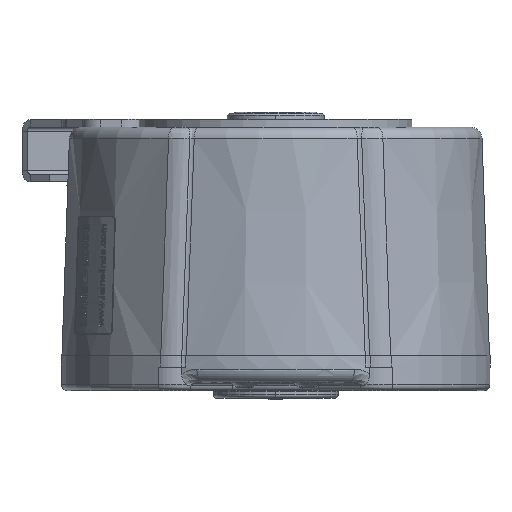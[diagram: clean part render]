
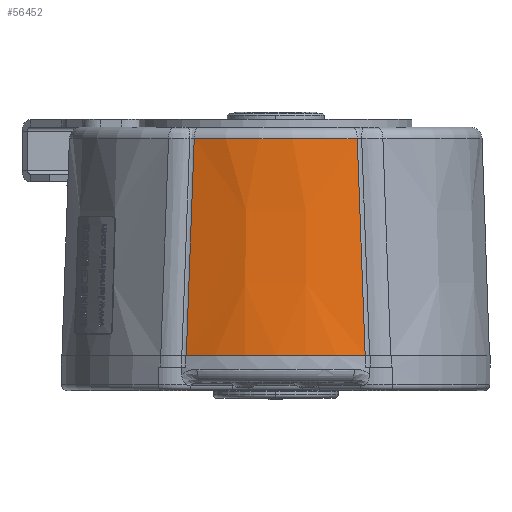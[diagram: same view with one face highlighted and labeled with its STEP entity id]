
A CAD part, front view. The second image highlights one B-rep face of the part: STEP entity #56452.
In plain terms, the highlighted conical face has half-angle 2 degrees and reference radius 51.889 mm.
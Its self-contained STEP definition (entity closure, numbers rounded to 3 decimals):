
#18931=CARTESIAN_POINT('',(-20.894,-46.434,
8.405));
#18933=CARTESIAN_POINT('',(0.,0.,-47.2));
#18934=DIRECTION('',(0.,0.,1.));
#18935=DIRECTION('',(-0.434,-0.901,0.));
#18936=AXIS2_PLACEMENT_3D('',#18933,#18934,#18935);
#18938=CARTESIAN_POINT('',(-22.935,-47.626,-47.2));
#18939=CARTESIAN_POINT('',(-22.701,-47.49,
-40.782));
#18940=CARTESIAN_POINT('',(-22.238,-47.22,
-28.106));
#18941=CARTESIAN_POINT('',(-21.557,-46.822,
-9.542));
#18942=CARTESIAN_POINT('',(-21.113,-46.563,
2.479));
#18943=CARTESIAN_POINT('',(-20.894,-46.434,
8.405));
#18945=CARTESIAN_POINT('',(0.,0.,8.405));
#18946=DIRECTION('',(0.,0.,1.));
#18947=DIRECTION('',(-0.41,-0.912,0.));
#18948=AXIS2_PLACEMENT_3D('',#18945,#18946,#18947);
#18950=CARTESIAN_POINT('',(20.894,-46.434,
8.405));
#18951=CARTESIAN_POINT('',(21.113,-46.562,
2.485));
#18952=CARTESIAN_POINT('',(21.557,-46.821,
-9.526));
#18953=CARTESIAN_POINT('',(22.239,-47.22,
-28.108));
#18954=CARTESIAN_POINT('',(22.701,-47.49,
-40.783));
#18955=CARTESIAN_POINT('',(22.935,-47.626,-47.2));
#33170=VERTEX_POINT('',#18931);
#33173=CARTESIAN_POINT('',(20.894,-46.434,
8.405));
#33174=VERTEX_POINT('',#33173);
#33797=CARTESIAN_POINT('',(-22.935,-47.626,-47.2));
#33798=CARTESIAN_POINT('',(22.935,-47.626,-47.2));
#33799=VERTEX_POINT('',#33797);
#33800=VERTEX_POINT('',#33798);
#56440=CARTESIAN_POINT('',(0.,0.,-19.398));
#56441=DIRECTION('',(0.,0.,-1.));
#56442=DIRECTION('',(-1.,0.,0.));
#56443=AXIS2_PLACEMENT_3D('',#56440,#56441,#56442);
#56444=CONICAL_SURFACE('',#56443,51.889,2.);
#56445=ORIENTED_EDGE('',*,*,#56250,.F.);
#56446=ORIENTED_EDGE('',*,*,#56435,.T.);
#56447=ORIENTED_EDGE('',*,*,#54057,.T.);
#56449=ORIENTED_EDGE('',*,*,#56448,.T.);
#56450=EDGE_LOOP('',(#56445,#56446,#56447,#56449));
#56451=FACE_OUTER_BOUND('',#56450,.F.);
#18937=CIRCLE('',#18936,52.86);
#18944=B_SPLINE_CURVE_WITH_KNOTS('',3,(#18938,#18939,#18940,#18941,#18942,
#18943),.UNSPECIFIED.,.F.,.F.,(4,1,1,4),(0.,0.333,
0.667,1.),.UNSPECIFIED.);
#18949=CIRCLE('',#18948,50.919);
#18956=B_SPLINE_CURVE_WITH_KNOTS('',3,(#18950,#18951,#18952,#18953,#18954,
#18955),.UNSPECIFIED.,.F.,.F.,(4,1,1,4),(0.,0.333,
0.667,1.),.UNSPECIFIED.);
#54057=EDGE_CURVE('',#33170,#33174,#18949,.T.);
#56250=EDGE_CURVE('',#33799,#33800,#18937,.T.);
#56435=EDGE_CURVE('',#33799,#33170,#18944,.T.);
#56448=EDGE_CURVE('',#33174,#33800,#18956,.T.);
#56452=ADVANCED_FACE('',(#56451),#56444,.T.);
